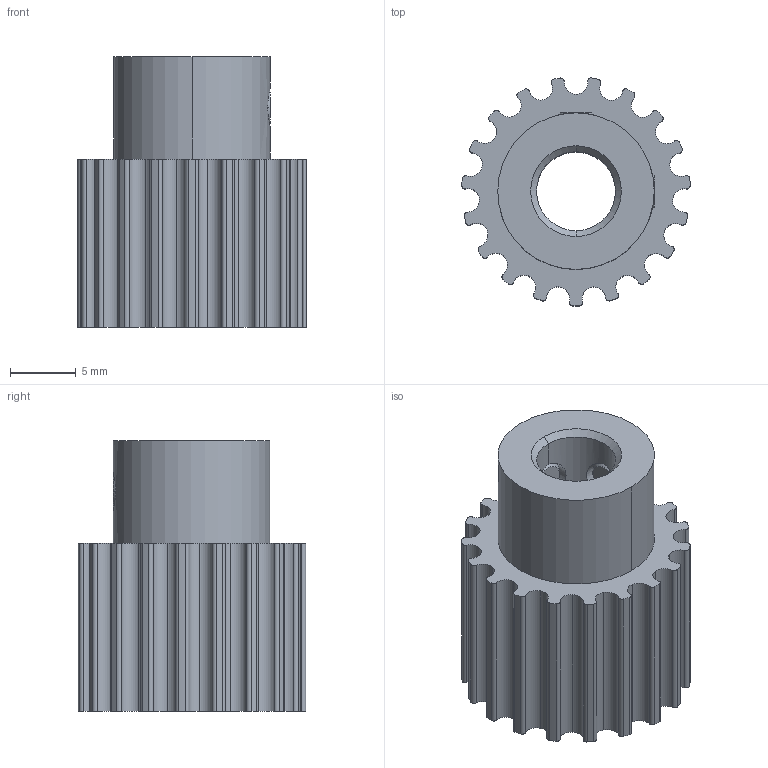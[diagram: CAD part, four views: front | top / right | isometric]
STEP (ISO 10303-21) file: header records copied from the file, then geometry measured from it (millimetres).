
FILE_DESCRIPTION((''),'2;1');
FILE_NAME('23','2015-04-16T',('carefree'),(''),'PRO/ENGINEER BY PARAMETRIC TECHNOLOGY CORPORATION, 2010020','PRO/ENGINEER BY PARAMETRIC TECHNOLOGY CORPORATION, 2010020','');
FILE_SCHEMA(('AUTOMOTIVE_DESIGN { 1 0 10303 214 1 1 1 1 }'));
Length unit declared in the file: millimetre
Products named in the file (1): 23
Bounding box: 17.37 x 17.32 x 20.6 mm (x, y, z)
Volume: 2824.8 mm3; surface area: 2108.4 mm2
Topology: 1 solids, 1 shells, 140 faces, 395 edges, 262 vertices
Faces by surface type: cylinder 107, plane 21, cone 12
Entity records: 5157 total; most frequent: CARTESIAN_POINT 1203, DIRECTION 895, ORIENTED_EDGE 790, EDGE_CURVE 395, AXIS2_PLACEMENT_3D 368, VERTEX_POINT 262, CIRCLE 228, VECTOR 159
